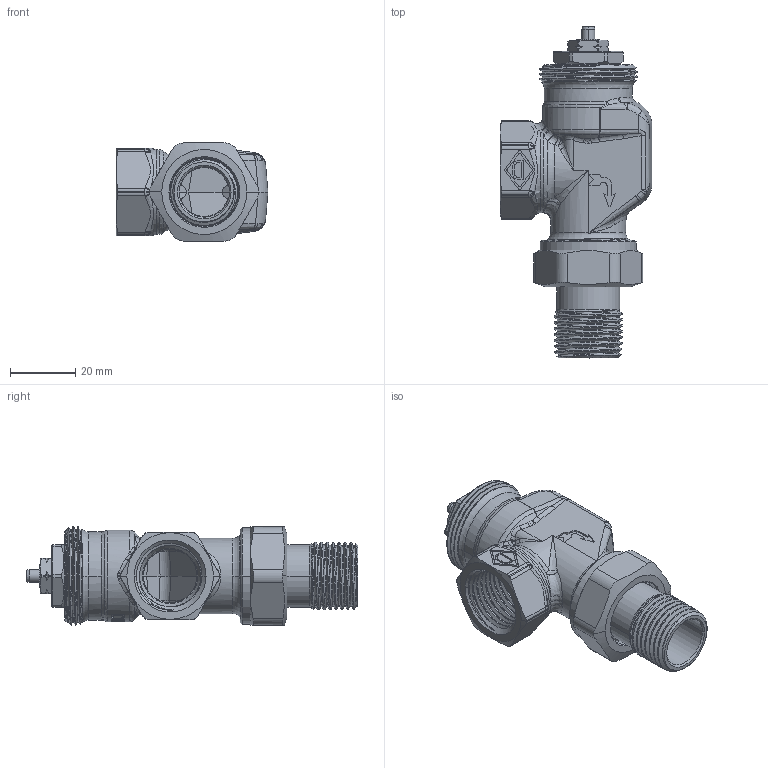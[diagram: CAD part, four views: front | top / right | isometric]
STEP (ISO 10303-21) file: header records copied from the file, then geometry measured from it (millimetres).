
FILE_DESCRIPTION((''),'2;1');
FILE_NAME('2245-02-000-GEWINDE-Z_SW0001','2016-06-01T',('marann'),(''),'PRO/ENGINEER BY PARAMETRIC TECHNOLOGY CORPORATION, 2011490','PRO/ENGINEER BY PARAMETRIC TECHNOLOGY CORPORATION, 2011490','');
FILE_SCHEMA(('CONFIG_CONTROL_DESIGN'));
Products named in the file (1): 2245-02-000-GEWINDE-Z_SW0001
Bounding box: 46.5 x 101.58 x 30 mm (x, y, z)
Volume: 33706.1 mm3; surface area: 23833.7 mm2
Topology: 1 solids, 1 shells, 978 faces, 2438 edges, 1488 vertices
Faces by surface type: cylinder 278, bspline 259, plane 229, cone 119, torus 77, sphere 16
Entity records: 55235 total; most frequent: CARTESIAN_POINT 34237, ORIENTED_EDGE 4872, DIRECTION 3704, EDGE_CURVE 2436, VERTEX_POINT 1488, AXIS2_PLACEMENT_3D 1459, EDGE_LOOP 1012, FACE_OUTER_BOUND 978
